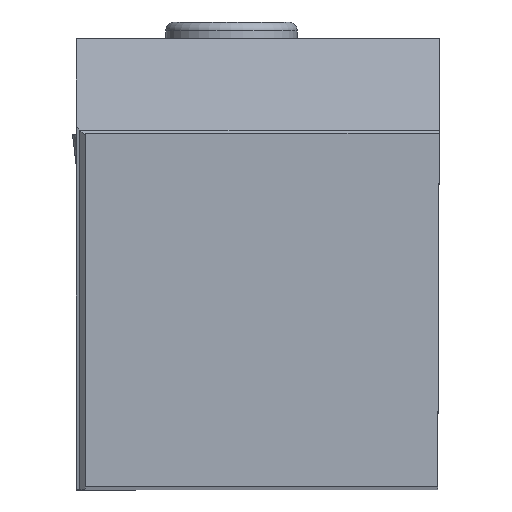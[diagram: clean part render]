
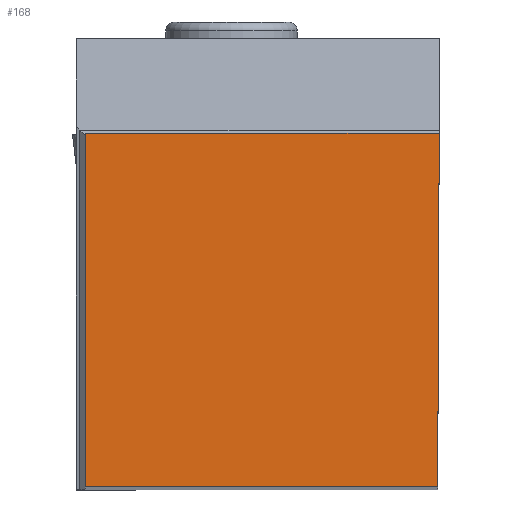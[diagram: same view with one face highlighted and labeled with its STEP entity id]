
A CAD part, top view. The second image highlights one B-rep face of the part: STEP entity #168.
In plain terms, the highlighted planar face has unit normal (0, 0, 1).
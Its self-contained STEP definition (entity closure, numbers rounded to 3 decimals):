
#168=ADVANCED_FACE('BLANK_BOXF006',(#274),#218,.F.);
#218=PLANE('',#1318);
#274=FACE_OUTER_BOUND('',#332,.T.);
#332=EDGE_LOOP('',(#593,#594,#595,#596));
#593=ORIENTED_EDGE('',*,*,#914,.F.);
#594=ORIENTED_EDGE('',*,*,#898,.F.);
#595=ORIENTED_EDGE('',*,*,#913,.F.);
#596=ORIENTED_EDGE('',*,*,#915,.F.);
#760=VERTEX_POINT('',#2047);
#761=VERTEX_POINT('',#2049);
#771=VERTEX_POINT('',#2076);
#772=VERTEX_POINT('',#2080);
#898=EDGE_CURVE('',#760,#761,#1030,.T.);
#913=EDGE_CURVE('',#771,#760,#1044,.T.);
#914=EDGE_CURVE('',#761,#772,#1045,.T.);
#915=EDGE_CURVE('',#772,#771,#1046,.T.);
#1030=LINE('',#2048,#1163);
#1044=LINE('',#2077,#1177);
#1045=LINE('',#2079,#1178);
#1046=LINE('',#2081,#1179);
#1163=VECTOR('',#1543,1.);
#1177=VECTOR('',#1565,1.);
#1178=VECTOR('',#1568,1.);
#1179=VECTOR('',#1569,1.);
#1318=AXIS2_PLACEMENT_3D('',#2082,#1570,#1571);
#1543=DIRECTION('',(-1.,0.,0.));
#1565=DIRECTION('',(-0.004,-1.,0.));
#1568=DIRECTION('',(0.,1.,0.));
#1569=DIRECTION('',(1.,0.,0.));
#1570=DIRECTION('',(0.,0.,-1.));
#1571=DIRECTION('',(0.,-1.,0.));
#2047=CARTESIAN_POINT('',(-0.139,0.,0.));
#2048=CARTESIAN_POINT('',(170.35,0.,0.));
#2049=CARTESIAN_POINT('',(-31.85,0.,0.));
#2076=CARTESIAN_POINT('',(0.,31.85,0.));
#2077=CARTESIAN_POINT('',(0.604,170.348,0.));
#2079=CARTESIAN_POINT('',(-31.85,-170.35,0.));
#2080=CARTESIAN_POINT('',(-31.85,31.85,0.));
#2081=CARTESIAN_POINT('',(-170.35,31.85,0.));
#2082=CARTESIAN_POINT('',(-32.675,-5.,0.));
